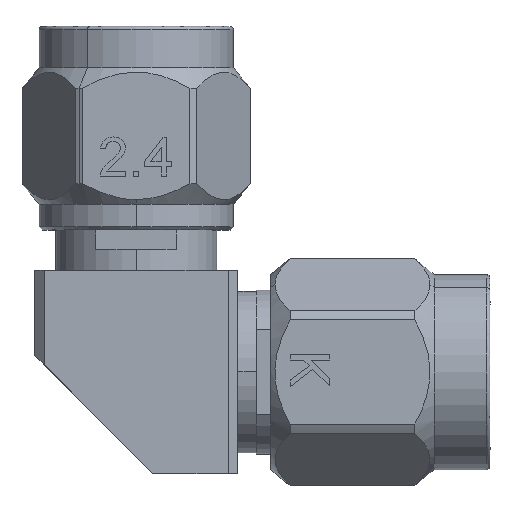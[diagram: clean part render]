
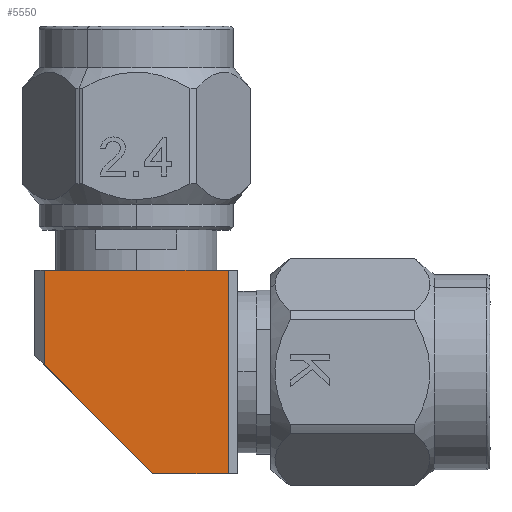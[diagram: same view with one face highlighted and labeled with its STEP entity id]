
A CAD part, top view. The second image highlights one B-rep face of the part: STEP entity #5550.
In plain terms, the highlighted planar face has unit normal (0, 0, 1).
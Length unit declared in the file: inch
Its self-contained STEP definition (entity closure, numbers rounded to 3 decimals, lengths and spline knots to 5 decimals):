
#600 = CARTESIAN_POINT ( 'NONE',  ( 0.14248, 0.15748, 0.15748 ) ) ;
#679 = CARTESIAN_POINT ( 'NONE',  ( -0.06595, -0.0657, 0.15748 ) ) ;
#721 = DIRECTION ( 'NONE',  ( 0.706, -0.708, 0. ) ) ;
#992 = CARTESIAN_POINT ( 'NONE',  ( -0.14248, 0.15748, 0.15748 ) ) ;
#1688 = CARTESIAN_POINT ( 'NONE',  ( -0.14248, 0., 0.15748 ) ) ;
#1956 = ORIENTED_EDGE ( 'NONE', *, *, #12931, .T. ) ;
#1964 = VECTOR ( 'NONE', #2338, 39.37008 ) ;
#2031 = VERTEX_POINT ( 'NONE', #6265 ) ;
#2066 = CARTESIAN_POINT ( 'NONE',  ( 0.02549, -0.15748, 0.15748 ) ) ;
#2311 = VECTOR ( 'NONE', #2862, 39.37008 ) ;
#2338 = DIRECTION ( 'NONE',  ( 1., 0., 0. ) ) ;
#2862 = DIRECTION ( 'NONE',  ( 0., -1., 0. ) ) ;
#3127 = ORIENTED_EDGE ( 'NONE', *, *, #5071, .T. ) ;
#3700 = LINE ( 'NONE', #9137, #1964 ) ;
#3899 = VERTEX_POINT ( 'NONE', #992 ) ;
#4293 = DIRECTION ( 'NONE',  ( -1., 0., 0. ) ) ;
#4332 = FACE_OUTER_BOUND ( 'NONE', #11466, .T. ) ;
#4646 = ORIENTED_EDGE ( 'NONE', *, *, #5715, .T. ) ;
#5060 = LINE ( 'NONE', #679, #10658 ) ;
#5071 = EDGE_CURVE ( 'NONE', #12428, #12506, #5060, .T. ) ;
#5225 = VECTOR ( 'NONE', #14468, 39.37008 ) ;
#5262 = LINE ( 'NONE', #1688, #2311 ) ;
#5389 = ORIENTED_EDGE ( 'NONE', *, *, #12387, .T. ) ;
#5392 = AXIS2_PLACEMENT_3D ( 'NONE', #5695, #14534, #13445 ) ;
#5550 = ADVANCED_FACE ( 'NONE', ( #4332 ), #9046, .F. ) ;
#5695 = CARTESIAN_POINT ( 'NONE',  ( 0., 0., 0.15748 ) ) ;
#5715 = EDGE_CURVE ( 'NONE', #2031, #13342, #8183, .T. ) ;
#6265 = CARTESIAN_POINT ( 'NONE',  ( 0.14248, -0.15748, 0.15748 ) ) ;
#6679 = CARTESIAN_POINT ( 'NONE',  ( 0.14248, 0., 0.15748 ) ) ;
#8183 = LINE ( 'NONE', #6679, #5225 ) ;
#8603 = VECTOR ( 'NONE', #4293, 39.37008 ) ;
#8625 = ORIENTED_EDGE ( 'NONE', *, *, #13783, .T. ) ;
#9046 = PLANE ( 'NONE',  #5392 ) ;
#9137 = CARTESIAN_POINT ( 'NONE',  ( -0.15748, -0.15748, 0.15748 ) ) ;
#10658 = VECTOR ( 'NONE', #721, 39.37008 ) ;
#11441 = LINE ( 'NONE', #13218, #8603 ) ;
#11466 = EDGE_LOOP ( 'NONE', ( #8625, #3127, #1956, #4646, #5389 ) ) ;
#12387 = EDGE_CURVE ( 'NONE', #13342, #3899, #11441, .T. ) ;
#12428 = VERTEX_POINT ( 'NONE', #14460 ) ;
#12506 = VERTEX_POINT ( 'NONE', #2066 ) ;
#12931 = EDGE_CURVE ( 'NONE', #12506, #2031, #3700, .T. ) ;
#13218 = CARTESIAN_POINT ( 'NONE',  ( -0.15748, 0.15748, 0.15748 ) ) ;
#13342 = VERTEX_POINT ( 'NONE', #600 ) ;
#13445 = DIRECTION ( 'NONE',  ( -1., 0., 0. ) ) ;
#13783 = EDGE_CURVE ( 'NONE', #3899, #12428, #5262, .T. ) ;
#14460 = CARTESIAN_POINT ( 'NONE',  ( -0.14248, 0.01112, 0.15748 ) ) ;
#14468 = DIRECTION ( 'NONE',  ( 0., 1., 0. ) ) ;
#14534 = DIRECTION ( 'NONE',  ( 0., 0., -1. ) ) ;
